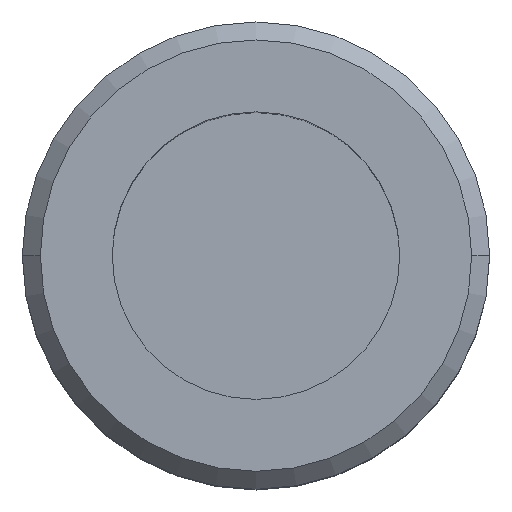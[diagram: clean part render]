
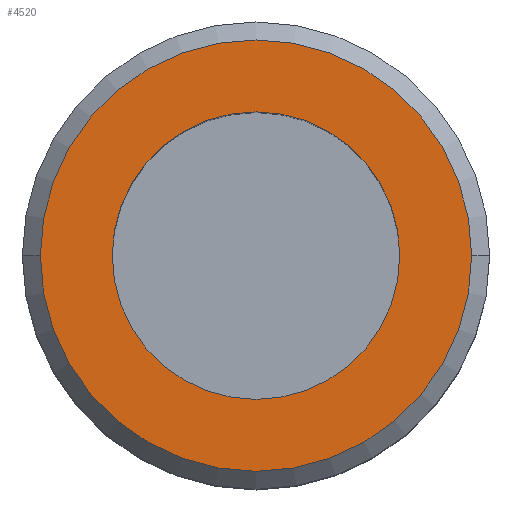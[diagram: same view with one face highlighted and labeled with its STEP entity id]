
A CAD part, top view. The second image highlights one B-rep face of the part: STEP entity #4520.
In plain terms, the highlighted planar face has unit normal (0, 0, 1).
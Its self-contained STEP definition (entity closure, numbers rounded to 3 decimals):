
#13 = VERTEX_POINT ( 'NONE', #873 ) ;
#37 = AXIS2_PLACEMENT_3D ( 'NONE', #4845, #2531, #3290 ) ;
#277 = CARTESIAN_POINT ( 'NONE',  ( -24., 0., 170. ) ) ;
#315 = VERTEX_POINT ( 'NONE', #277 ) ;
#352 = PLANE ( 'NONE',  #2275 ) ;
#575 = DIRECTION ( 'NONE',  ( 0., 0., -1. ) ) ;
#593 = CARTESIAN_POINT ( 'NONE',  ( 0., 0., 170. ) ) ;
#683 = ORIENTED_EDGE ( 'NONE', *, *, #3888, .F. ) ;
#873 = CARTESIAN_POINT ( 'NONE',  ( 36., 0., 170. ) ) ;
#945 = CARTESIAN_POINT ( 'NONE',  ( -36., 0., 170. ) ) ;
#1062 = CARTESIAN_POINT ( 'NONE',  ( 0., 0., 170. ) ) ;
#1178 = ORIENTED_EDGE ( 'NONE', *, *, #1287, .F. ) ;
#1287 = EDGE_CURVE ( 'NONE', #4251, #13, #2676, .T. ) ;
#1468 = DIRECTION ( 'NONE',  ( 1., 0., 0. ) ) ;
#1516 = DIRECTION ( 'NONE',  ( 0., 0., 1. ) ) ;
#1626 = DIRECTION ( 'NONE',  ( 0., 0., 1. ) ) ;
#1861 = DIRECTION ( 'NONE',  ( 0., 0., 1. ) ) ;
#2133 = ORIENTED_EDGE ( 'NONE', *, *, #3630, .F. ) ;
#2273 = CIRCLE ( 'NONE', #4770, 24. ) ;
#2275 = AXIS2_PLACEMENT_3D ( 'NONE', #4644, #1516, #2316 ) ;
#2316 = DIRECTION ( 'NONE',  ( 1., 0., 0. ) ) ;
#2367 = ORIENTED_EDGE ( 'NONE', *, *, #2389, .F. ) ;
#2389 = EDGE_CURVE ( 'NONE', #4292, #315, #2273, .T. ) ;
#2531 = DIRECTION ( 'NONE',  ( 0., 0., -1. ) ) ;
#2624 = FACE_BOUND ( 'NONE', #4407, .T. ) ;
#2676 = CIRCLE ( 'NONE', #4442, 36. ) ;
#2850 = DIRECTION ( 'NONE',  ( -1., 0., 0. ) ) ;
#3155 = CARTESIAN_POINT ( 'NONE',  ( 0., 0., 170. ) ) ;
#3290 = DIRECTION ( 'NONE',  ( -1., 0., 0. ) ) ;
#3490 = FACE_OUTER_BOUND ( 'NONE', #3856, .T. ) ;
#3609 = AXIS2_PLACEMENT_3D ( 'NONE', #1062, #1861, #1468 ) ;
#3630 = EDGE_CURVE ( 'NONE', #315, #4292, #4405, .T. ) ;
#3671 = CARTESIAN_POINT ( 'NONE',  ( 24., 0., 170. ) ) ;
#3856 = EDGE_LOOP ( 'NONE', ( #1178, #683 ) ) ;
#3888 = EDGE_CURVE ( 'NONE', #13, #4251, #4586, .T. ) ;
#4251 = VERTEX_POINT ( 'NONE', #945 ) ;
#4292 = VERTEX_POINT ( 'NONE', #3671 ) ;
#4405 = CIRCLE ( 'NONE', #3609, 24. ) ;
#4407 = EDGE_LOOP ( 'NONE', ( #2133, #2367 ) ) ;
#4442 = AXIS2_PLACEMENT_3D ( 'NONE', #593, #575, #2850 ) ;
#4520 = ADVANCED_FACE ( 'NONE', ( #2624, #3490 ), #352, .T. ) ;
#4586 = CIRCLE ( 'NONE', #37, 36. ) ;
#4644 = CARTESIAN_POINT ( 'NONE',  ( 0., 36., 170. ) ) ;
#4748 = DIRECTION ( 'NONE',  ( 1., 0., 0. ) ) ;
#4770 = AXIS2_PLACEMENT_3D ( 'NONE', #3155, #1626, #4748 ) ;
#4845 = CARTESIAN_POINT ( 'NONE',  ( 0., 0., 170. ) ) ;
